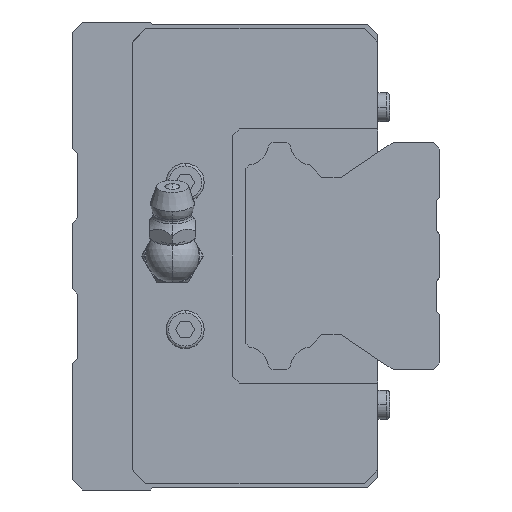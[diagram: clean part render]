
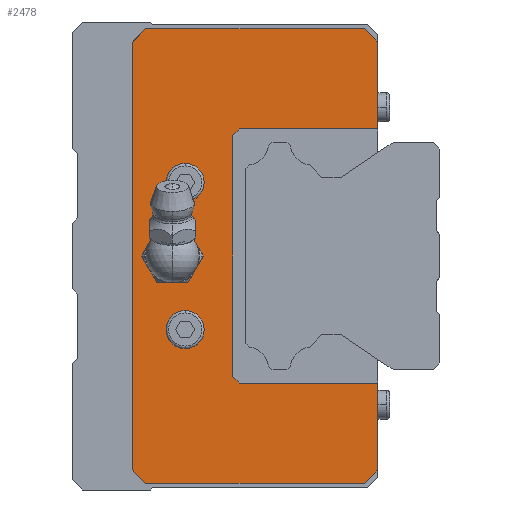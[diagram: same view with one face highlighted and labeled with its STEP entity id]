
A CAD part, left-side view. The second image highlights one B-rep face of the part: STEP entity #2478.
In plain terms, the highlighted planar face has unit normal (-1, 0, 0).
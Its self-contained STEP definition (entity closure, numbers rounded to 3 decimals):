
#1734 = EDGE_CURVE( '', #4322, #3746, #5118, .T. );
#1866 = EDGE_CURVE( '', #4442, #3542, #5263, .T. );
#1882 = VERTEX_POINT( '', #5280 );
#1994 = VERTEX_POINT( '', #5404 );
#2100 = VERTEX_POINT( '', #5518 );
#2108 = VERTEX_POINT( '', #5526 );
#2158 = EDGE_CURVE( '', #4510, #2394, #5586, .T. );
#2304 = VERTEX_POINT( '', #5743 );
#2368 = EDGE_CURVE( '', #2100, #1994, #5811, .T. );
#2374 = VERTEX_POINT( '', #5818 );
#2394 = VERTEX_POINT( '', #5840 );
#2456 = EDGE_CURVE( '', #1882, #3918, #5904, .T. );
#2478 = ADVANCED_FACE( '', ( #5928, #5929, #5930, #5931 ), #5932, .F. );
#2500 = VERTEX_POINT( '', #5956 );
#2674 = VERTEX_POINT( '', #6151 );
#2684 = EDGE_CURVE( '', #2674, #3410, #6161, .T. );
#2806 = EDGE_CURVE( '', #2304, #3692, #6299, .T. );
#2922 = VERTEX_POINT( '', #6424 );
#2936 = EDGE_CURVE( '', #3746, #4322, #6443, .T. );
#3132 = EDGE_CURVE( '', #2500, #3140, #6671, .T. );
#3140 = VERTEX_POINT( '', #6679 );
#3322 = VERTEX_POINT( '', #6878 );
#3350 = EDGE_CURVE( '', #3542, #4442, #6910, .T. );
#3390 = EDGE_CURVE( '', #2674, #1882, #6954, .T. );
#3410 = VERTEX_POINT( '', #6975 );
#3422 = EDGE_CURVE( '', #2394, #4510, #6987, .T. );
#3542 = VERTEX_POINT( '', #7116 );
#3564 = EDGE_CURVE( '', #3410, #2374, #7140, .T. );
#3584 = EDGE_CURVE( '', #2922, #2100, #7161, .T. );
#3692 = VERTEX_POINT( '', #7275 );
#3746 = VERTEX_POINT( '', #7331 );
#3802 = EDGE_CURVE( '', #3692, #2500, #7392, .T. );
#3898 = EDGE_CURVE( '', #3322, #3140, #7496, .T. );
#3918 = VERTEX_POINT( '', #7518 );
#4316 = EDGE_CURVE( '', #1994, #2304, #7967, .T. );
#4322 = VERTEX_POINT( '', #7973 );
#4442 = VERTEX_POINT( '', #8101 );
#4510 = VERTEX_POINT( '', #8177 );
#4558 = EDGE_CURVE( '', #3918, #2108, #8228, .T. );
#4882 = EDGE_CURVE( '', #2108, #3322, #8586, .T. );
#4934 = EDGE_CURVE( '', #2374, #2922, #8640, .T. );
#5118 = CIRCLE( '', #8836, 2.85 );
#5263 = CIRCLE( '', #9039, 3. );
#5280 = CARTESIAN_POINT( '', ( 54.6, 30., -19. ) );
#5404 = CARTESIAN_POINT( '', ( 54.6, 46., 32. ) );
#5518 = CARTESIAN_POINT( '', ( 54.6, 46., -32. ) );
#5526 = CARTESIAN_POINT( '', ( 54.6, 31., 18. ) );
#5586 = CIRCLE( '', #9556, 2.85 );
#5743 = CARTESIAN_POINT( '', ( 54.6, 44., 34. ) );
#5811 = LINE( '', #9869, #9870 );
#5818 = CARTESIAN_POINT( '', ( 54.6, 11.283, -34. ) );
#5840 = CARTESIAN_POINT( '', ( 54.6, 35.25, 11. ) );
#5904 = LINE( '', #9990, #9991 );
#5928 = FACE_BOUND( '', #10017, .T. );
#5929 = FACE_BOUND( '', #10018, .T. );
#5930 = FACE_BOUND( '', #10019, .T. );
#5931 = FACE_OUTER_BOUND( '', #10020, .T. );
#5932 = PLANE( '', #10021 );
#5956 = CARTESIAN_POINT( '', ( 54.6, 9.283, 32. ) );
#6151 = CARTESIAN_POINT( '', ( 54.6, 9.283, -19. ) );
#6161 = LINE( '', #10348, #10349 );
#6299 = LINE( '', #10525, #10526 );
#6424 = CARTESIAN_POINT( '', ( 54.6, 44., -34. ) );
#6443 = CIRCLE( '', #10731, 2.85 );
#6671 = LINE( '', #11057, #11058 );
#6679 = CARTESIAN_POINT( '', ( 54.6, 9.283, 19. ) );
#6878 = CARTESIAN_POINT( '', ( 54.6, 30., 19. ) );
#6910 = CIRCLE( '', #11408, 3. );
#6954 = LINE( '', #11460, #11461 );
#6975 = CARTESIAN_POINT( '', ( 54.6, 9.283, -32. ) );
#6987 = CIRCLE( '', #11508, 2.85 );
#7116 = CARTESIAN_POINT( '', ( 54.6, 43., 0. ) );
#7140 = LINE( '', #11720, #11721 );
#7161 = LINE( '', #11755, #11756 );
#7275 = CARTESIAN_POINT( '', ( 54.6, 11.283, 34. ) );
#7331 = CARTESIAN_POINT( '', ( 54.6, 35.25, -11. ) );
#7392 = LINE( '', #12078, #12079 );
#7496 = LINE( '', #12222, #12223 );
#7518 = CARTESIAN_POINT( '', ( 54.6, 31., -18. ) );
#7967 = LINE( '', #12911, #12912 );
#7973 = CARTESIAN_POINT( '', ( 54.6, 40.95, -11. ) );
#8101 = CARTESIAN_POINT( '', ( 54.6, 37., 0. ) );
#8177 = CARTESIAN_POINT( '', ( 54.6, 40.95, 11. ) );
#8228 = LINE( '', #13290, #13291 );
#8586 = LINE( '', #13811, #13812 );
#8640 = LINE( '', #13901, #13902 );
#8836 = AXIS2_PLACEMENT_3D( '', #14154, #14155, #14156 );
#9039 = AXIS2_PLACEMENT_3D( '', #14315, #14316, #14317 );
#9556 = AXIS2_PLACEMENT_3D( '', #14680, #14681, #14682 );
#9869 = CARTESIAN_POINT( '', ( 54.6, 46., 16. ) );
#9870 = VECTOR( '', #14879, 1. );
#9990 = CARTESIAN_POINT( '', ( 54.6, 29.125, -19.875 ) );
#9991 = VECTOR( '', #14953, 1. );
#10017 = EDGE_LOOP( '', ( #14972, #14973 ) );
#10018 = EDGE_LOOP( '', ( #14974, #14975 ) );
#10019 = EDGE_LOOP( '', ( #14976, #14977 ) );
#10020 = EDGE_LOOP( '', ( #14978, #14979, #14980, #14981, #14982, #14983, #14984, #14985, #14986, #14987, #14988, #14989, #14990, #14991 ) );
#10021 = AXIS2_PLACEMENT_3D( '', #14992, #14993, #14994 );
#10348 = CARTESIAN_POINT( '', ( 54.6, 9.283, 16.6 ) );
#10349 = VECTOR( '', #15238, 1. );
#10525 = CARTESIAN_POINT( '', ( 54.6, 9.392, 34. ) );
#10526 = VECTOR( '', #15420, 1. );
#10731 = AXIS2_PLACEMENT_3D( '', #15596, #15597, #15598 );
#11057 = CARTESIAN_POINT( '', ( 54.6, 9.283, 16.6 ) );
#11058 = VECTOR( '', #15932, 1. );
#11408 = AXIS2_PLACEMENT_3D( '', #16192, #16193, #16194 );
#11460 = CARTESIAN_POINT( '', ( 54.6, 8.392, -19. ) );
#11461 = VECTOR( '', #16237, 1. );
#11508 = AXIS2_PLACEMENT_3D( '', #16265, #16266, #16267 );
#11720 = CARTESIAN_POINT( '', ( 54.6, 1.837, -24.554 ) );
#11721 = VECTOR( '', #16448, 1. );
#11755 = CARTESIAN_POINT( '', ( 54.6, 44.375, -33.625 ) );
#11756 = VECTOR( '', #16469, 1. );
#12078 = CARTESIAN_POINT( '', ( 54.6, 0.837, 23.554 ) );
#12079 = VECTOR( '', #16679, 1. );
#12222 = CARTESIAN_POINT( '', ( 54.6, 18.75, 19. ) );
#12223 = VECTOR( '', #16791, 1. );
#12911 = CARTESIAN_POINT( '', ( 54.6, 43.375, 34.625 ) );
#12912 = VECTOR( '', #17462, 1. );
#13290 = CARTESIAN_POINT( '', ( 54.6, 31., -9. ) );
#13291 = VECTOR( '', #17738, 1. );
#13811 = CARTESIAN_POINT( '', ( 54.6, 29.625, 19.375 ) );
#13812 = VECTOR( '', #18131, 1. );
#13901 = CARTESIAN_POINT( '', ( 54.6, 25.75, -34. ) );
#13902 = VECTOR( '', #18173, 1. );
#14154 = CARTESIAN_POINT( '', ( 54.6, 38.1, -11. ) );
#14155 = DIRECTION( '', ( 1., 0., 0. ) );
#14156 = DIRECTION( '', ( 0., 1., 0. ) );
#14315 = CARTESIAN_POINT( '', ( 54.6, 40., 0. ) );
#14316 = DIRECTION( '', ( 1., 0., 0. ) );
#14317 = DIRECTION( '', ( 0., 1., 0. ) );
#14680 = CARTESIAN_POINT( '', ( 54.6, 38.1, 11. ) );
#14681 = DIRECTION( '', ( 1., 0., 0. ) );
#14682 = DIRECTION( '', ( 0., 1., 0. ) );
#14879 = DIRECTION( '', ( 0., 0., 1. ) );
#14953 = DIRECTION( '', ( 0., 0.707, 0.707 ) );
#14972 = ORIENTED_EDGE( '', *, *, #3350, .T. );
#14973 = ORIENTED_EDGE( '', *, *, #1866, .T. );
#14974 = ORIENTED_EDGE( '', *, *, #2158, .T. );
#14975 = ORIENTED_EDGE( '', *, *, #3422, .T. );
#14976 = ORIENTED_EDGE( '', *, *, #1734, .T. );
#14977 = ORIENTED_EDGE( '', *, *, #2936, .T. );
#14978 = ORIENTED_EDGE( '', *, *, #3390, .T. );
#14979 = ORIENTED_EDGE( '', *, *, #2456, .T. );
#14980 = ORIENTED_EDGE( '', *, *, #4558, .T. );
#14981 = ORIENTED_EDGE( '', *, *, #4882, .T. );
#14982 = ORIENTED_EDGE( '', *, *, #3898, .T. );
#14983 = ORIENTED_EDGE( '', *, *, #3132, .F. );
#14984 = ORIENTED_EDGE( '', *, *, #3802, .F. );
#14985 = ORIENTED_EDGE( '', *, *, #2806, .F. );
#14986 = ORIENTED_EDGE( '', *, *, #4316, .F. );
#14987 = ORIENTED_EDGE( '', *, *, #2368, .F. );
#14988 = ORIENTED_EDGE( '', *, *, #3584, .F. );
#14989 = ORIENTED_EDGE( '', *, *, #4934, .F. );
#14990 = ORIENTED_EDGE( '', *, *, #3564, .F. );
#14991 = ORIENTED_EDGE( '', *, *, #2684, .F. );
#14992 = CARTESIAN_POINT( '', ( 54.6, 7.5, 0. ) );
#14993 = DIRECTION( '', ( 1., 0., 0. ) );
#14994 = DIRECTION( '', ( 0., 0., -1. ) );
#15238 = DIRECTION( '', ( 0., 0., -1. ) );
#15420 = DIRECTION( '', ( 0., -1., 0. ) );
#15596 = CARTESIAN_POINT( '', ( 54.6, 38.1, -11. ) );
#15597 = DIRECTION( '', ( 1., 0., 0. ) );
#15598 = DIRECTION( '', ( 0., 1., 0. ) );
#15932 = DIRECTION( '', ( 0., 0., -1. ) );
#16192 = CARTESIAN_POINT( '', ( 54.6, 40., 0. ) );
#16193 = DIRECTION( '', ( 1., 0., 0. ) );
#16194 = DIRECTION( '', ( 0., 1., 0. ) );
#16237 = DIRECTION( '', ( 0., 1., 0. ) );
#16265 = CARTESIAN_POINT( '', ( 54.6, 38.1, 11. ) );
#16266 = DIRECTION( '', ( 1., 0., 0. ) );
#16267 = DIRECTION( '', ( 0., 1., 0. ) );
#16448 = DIRECTION( '', ( 0., 0.707, -0.707 ) );
#16469 = DIRECTION( '', ( 0., 0.707, 0.707 ) );
#16679 = DIRECTION( '', ( 0., -0.707, -0.707 ) );
#16791 = DIRECTION( '', ( 0., -1., 0. ) );
#17462 = DIRECTION( '', ( 0., -0.707, 0.707 ) );
#17738 = DIRECTION( '', ( 0., 0., 1. ) );
#18131 = DIRECTION( '', ( 0., -0.707, 0.707 ) );
#18173 = DIRECTION( '', ( 0., 1., 0. ) );
